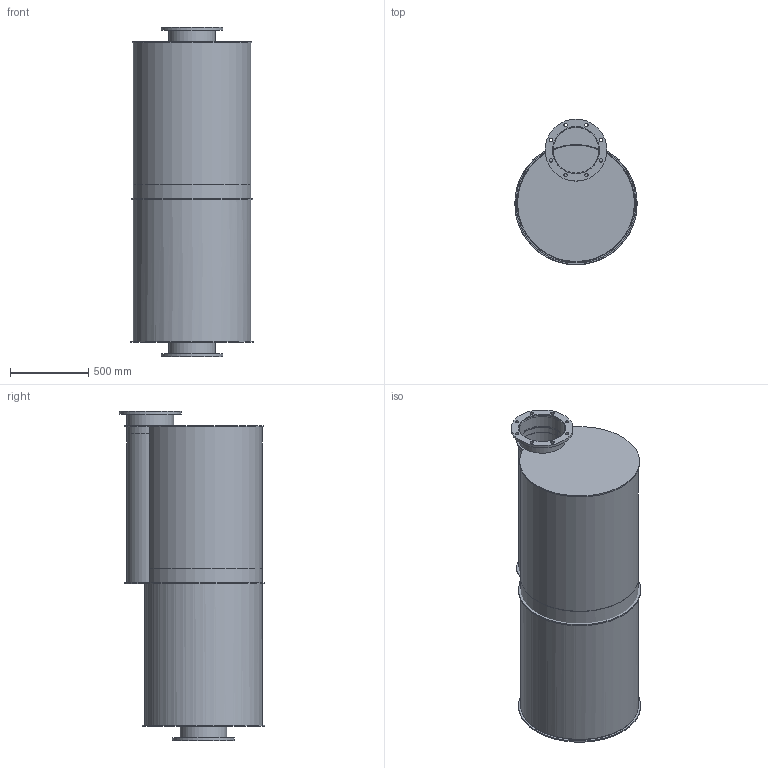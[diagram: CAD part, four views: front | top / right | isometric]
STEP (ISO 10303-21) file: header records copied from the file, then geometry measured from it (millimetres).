
FILE_DESCRIPTION(/* description */ (''),/* implementation_level */ '2;1');
FILE_NAME(/* name */ 'Sdad 11.stp',/* time_stamp */ '2015-02-17T10:55:24+01:00',/* author */ ('Tekenkamer'),/* organization */ (''),/* preprocessor_version */ 'ST-DEVELOPER v15.6',/* originating_system */ 'Autodesk Inventor 2015',/* authorisation */ '');
FILE_SCHEMA (('AUTOMOTIVE_DESIGN { 1 0 10303 214 3 1 1 }'));
Length unit declared in the file: millimetre
Products named in the file (1): Sdad 11
Bounding box: 780 x 925.5 x 2100 mm (x, y, z)
Volume: 37593354 mm3; surface area: 20124751.2 mm2
Topology: 12 solids, 12 shells, 71 faces, 144 edges, 96 vertices
Faces by surface type: cylinder 46, plane 25
Full cylindrical faces by diameter (mm): 22 x16, 292 x4, 298 x4, 300 x5, 395 x2, 744 x2, 750 x2, 780 x1
Entity records: 1842 total; most frequent: DIRECTION 344, CARTESIAN_POINT 272, ORIENTED_EDGE 212, AXIS2_PLACEMENT_3D 166, EDGE_LOOP 160, EDGE_CURVE 106, CIRCLE 94, VERTEX_POINT 94
